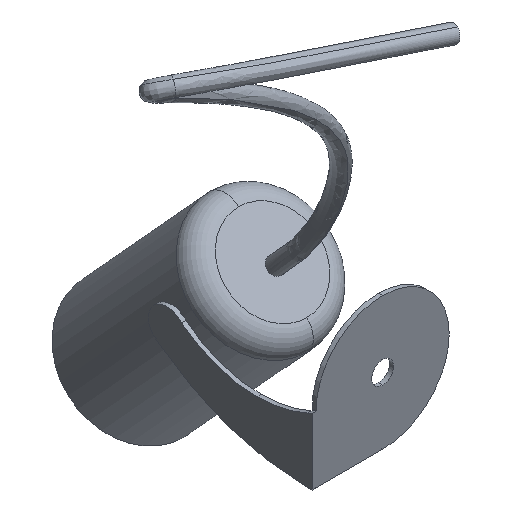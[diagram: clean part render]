
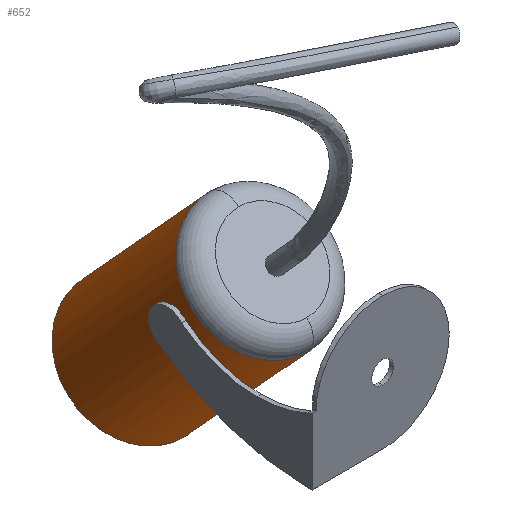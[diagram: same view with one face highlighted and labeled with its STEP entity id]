
A CAD part, isometric view. The second image highlights one B-rep face of the part: STEP entity #652.
In plain terms, the highlighted cylindrical face has radius 32.5 mm (diameter 65 mm), a partial arc.
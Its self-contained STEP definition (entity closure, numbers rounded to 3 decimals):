
#11 = AXIS2_PLACEMENT_3D ( 'NONE', #41, #31, #1644 ) ;
#18 = EDGE_LOOP ( 'NONE', ( #2103, #1684, #701, #327 ) ) ;
#31 = DIRECTION ( 'NONE',  ( 0., 0.674, -0.739 ) ) ;
#41 = CARTESIAN_POINT ( 'NONE',  ( 0., 51.736, 19.734 ) ) ;
#83 = EDGE_CURVE ( 'NONE', #355, #555, #1121, .T. ) ;
#143 = CARTESIAN_POINT ( 'NONE',  ( 0., 58.471, 12.342 ) ) ;
#156 = DIRECTION ( 'NONE',  ( 0., 0.674, -0.739 ) ) ;
#159 = DIRECTION ( 'NONE',  ( 0., 0.739, 0.674 ) ) ;
#176 = CARTESIAN_POINT ( 'NONE',  ( 0., 34.449, -9.548 ) ) ;
#196 = VECTOR ( 'NONE', #891, 1000. ) ;
#327 = ORIENTED_EDGE ( 'NONE', *, *, #83, .F. ) ;
#355 = VERTEX_POINT ( 'NONE', #1406 ) ;
#520 = VERTEX_POINT ( 'NONE', #941 ) ;
#555 = VERTEX_POINT ( 'NONE', #827 ) ;
#602 = EDGE_CURVE ( 'NONE', #520, #555, #2020, .T. ) ;
#625 = DIRECTION ( 'NONE',  ( 0., 0.674, -0.739 ) ) ;
#638 = CARTESIAN_POINT ( 'NONE',  ( 0., 75.758, 41.624 ) ) ;
#652 = ADVANCED_FACE ( 'NONE', ( #1636 ), #1467, .T. ) ;
#701 = ORIENTED_EDGE ( 'NONE', *, *, #602, .T. ) ;
#827 = CARTESIAN_POINT ( 'NONE',  ( 0., 143.113, -32.29 ) ) ;
#891 = DIRECTION ( 'NONE',  ( 0., 0.674, -0.739 ) ) ;
#893 = DIRECTION ( 'NONE',  ( 0., 0.739, 0.674 ) ) ;
#894 = DIRECTION ( 'NONE',  ( 0., 0.674, -0.739 ) ) ;
#900 = CARTESIAN_POINT ( 'NONE',  ( 0., 119.091, -54.18 ) ) ;
#938 = CARTESIAN_POINT ( 'NONE',  ( 0., 27.714, -2.157 ) ) ;
#941 = CARTESIAN_POINT ( 'NONE',  ( 0., 82.493, 34.233 ) ) ;
#1020 = AXIS2_PLACEMENT_3D ( 'NONE', #143, #156, #159 ) ;
#1121 = CIRCLE ( 'NONE', #1526, 32.5 ) ;
#1124 = EDGE_CURVE ( 'NONE', #1606, #520, #1794, .T. ) ;
#1406 = CARTESIAN_POINT ( 'NONE',  ( 0., 95.069, -76.071 ) ) ;
#1467 = CYLINDRICAL_SURFACE ( 'NONE', #11, 32.5 ) ;
#1526 = AXIS2_PLACEMENT_3D ( 'NONE', #900, #894, #893 ) ;
#1606 = VERTEX_POINT ( 'NONE', #176 ) ;
#1636 = FACE_OUTER_BOUND ( 'NONE', #18, .T. ) ;
#1644 = DIRECTION ( 'NONE',  ( 0., 0.739, 0.674 ) ) ;
#1666 = LINE ( 'NONE', #938, #196 ) ;
#1684 = ORIENTED_EDGE ( 'NONE', *, *, #1124, .T. ) ;
#1794 = CIRCLE ( 'NONE', #1020, 32.5 ) ;
#1844 = EDGE_CURVE ( 'NONE', #1606, #355, #1666, .T. ) ;
#1984 = VECTOR ( 'NONE', #625, 1000. ) ;
#2020 = LINE ( 'NONE', #638, #1984 ) ;
#2103 = ORIENTED_EDGE ( 'NONE', *, *, #1844, .F. ) ;
